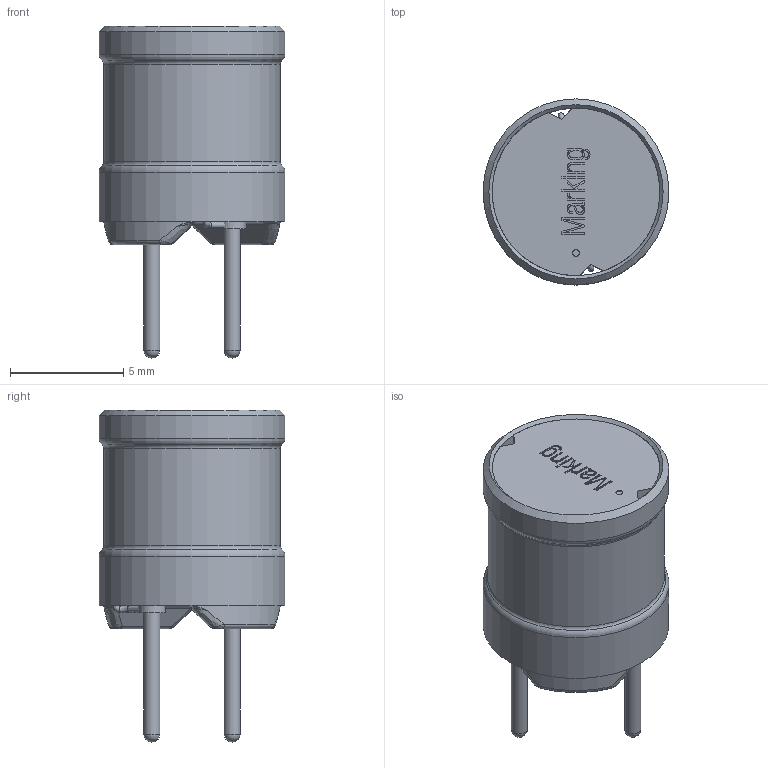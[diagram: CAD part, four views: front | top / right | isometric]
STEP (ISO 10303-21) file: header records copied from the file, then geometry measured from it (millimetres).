
FILE_DESCRIPTION(/* description */ (''),/* implementation_level */ '2;1');
FILE_NAME(/* name */ '7447722xxx',/* time_stamp */ '2018-09-12T14:00:05+02:00',/* author */ ('WJ'),/* organization */ ('WÃ¼rth Elektronik eiSos GmbH & Co. KG'),/* preprocessor_version */ 'ST-DEVELOPER v16.7',/* originating_system */ 'DEX',/* authorisation */ $);
FILE_SCHEMA (('AUTOMOTIVE_DESIGN {1 0 10303 214 3 1 1}'));
Length unit declared in the file: millimetre
Products named in the file (5): 7447722xxx; Core; Pin; Coil; shrink-tube
Assembly tree (5 placements, depth 2):
  7447722xxx
    Core
    Pin  x2
    Coil
    shrink-tube
Bounding box: 8.2 x 8.2 x 14.64 mm (x, y, z)
Volume: 303.7 mm3; surface area: 1199.2 mm2
Topology: 5 solids, 5 shells, 189 faces, 439 edges, 276 vertices
Faces by surface type: plane 99, bspline 41, cylinder 28, torus 14, cone 5, sphere 2
Full cylindrical faces by diameter (mm): 0.27 x4, 0.3 x1, 0.7 x6, 1.2 x2, 4 x1, 7.4 x1, 7.8 x3, 8.2 x2
Entity records: 9682 total; most frequent: CARTESIAN_POINT 5099, ORIENTED_EDGE 752, DIRECTION 570, EDGE_CURVE 376, VERTEX_POINT 264, EDGE_LOOP 246, FACE_BOUND 246, AXIS2_PLACEMENT_3D 230
